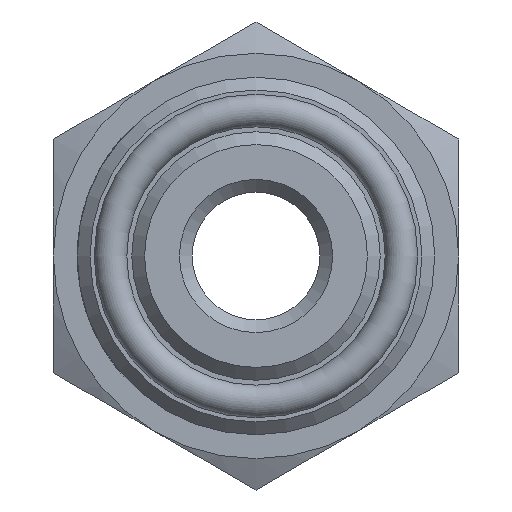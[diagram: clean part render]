
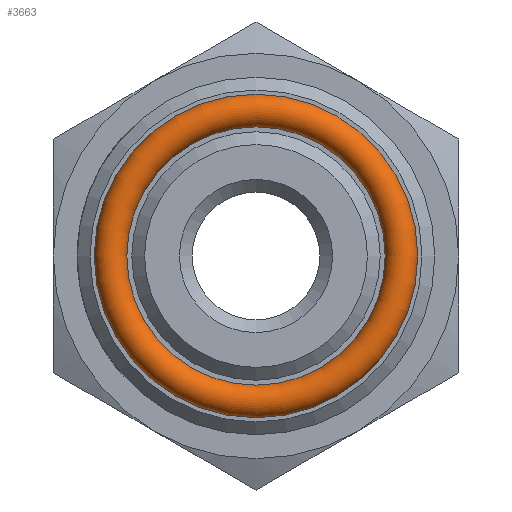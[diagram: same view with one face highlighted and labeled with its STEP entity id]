
A CAD part, left-side view. The second image highlights one B-rep face of the part: STEP entity #3663.
In plain terms, the highlighted toroidal (fillet/blend) face has major radius 5.697 mm and minor radius 0.645 mm.
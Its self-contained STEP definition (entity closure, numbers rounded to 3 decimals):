
#53=TOROIDAL_SURFACE('',#3929,5.697,0.645);
#428=FACE_OUTER_BOUND('',#657,.T.);
#657=EDGE_LOOP('',(#3314,#3315,#3316,#3317));
#938=CIRCLE('',#3930,6.336);
#939=CIRCLE('',#3931,0.645);
#940=CIRCLE('',#3932,5.059);
#1784=VERTEX_POINT('',#7814);
#1785=VERTEX_POINT('',#7816);
#2301=EDGE_CURVE('',#1784,#1784,#938,.T.);
#2302=EDGE_CURVE('',#1784,#1785,#939,.T.);
#2303=EDGE_CURVE('',#1785,#1785,#940,.T.);
#3314=ORIENTED_EDGE('',*,*,#2301,.F.);
#3315=ORIENTED_EDGE('',*,*,#2302,.T.);
#3316=ORIENTED_EDGE('',*,*,#2303,.F.);
#3317=ORIENTED_EDGE('',*,*,#2302,.F.);
#3663=ADVANCED_FACE('',(#428),#53,.T.);
#3929=AXIS2_PLACEMENT_3D('',#7813,#4648,#4649);
#3930=AXIS2_PLACEMENT_3D('',#7815,#4650,#4651);
#3931=AXIS2_PLACEMENT_3D('',#7817,#4652,#4653);
#3932=AXIS2_PLACEMENT_3D('',#7818,#4654,#4655);
#4648=DIRECTION('center_axis',(1.,0.,0.));
#4649=DIRECTION('ref_axis',(0.,0.,-1.));
#4650=DIRECTION('center_axis',(1.,0.,0.));
#4651=DIRECTION('ref_axis',(0.,0.,-1.));
#4652=DIRECTION('center_axis',(0.,-1.,0.));
#4653=DIRECTION('ref_axis',(0.,0.,1.));
#4654=DIRECTION('center_axis',(-1.,0.,0.));
#4655=DIRECTION('ref_axis',(0.,0.,-1.));
#7813=CARTESIAN_POINT('Origin',(8.094,0.,0.));
#7814=CARTESIAN_POINT('',(8.,0.,6.336));
#7815=CARTESIAN_POINT('Origin',(8.,0.,0.));
#7816=CARTESIAN_POINT('',(8.,0.,5.059));
#7817=CARTESIAN_POINT('Origin',(8.094,0.,
5.697));
#7818=CARTESIAN_POINT('Origin',(8.,0.,0.));
